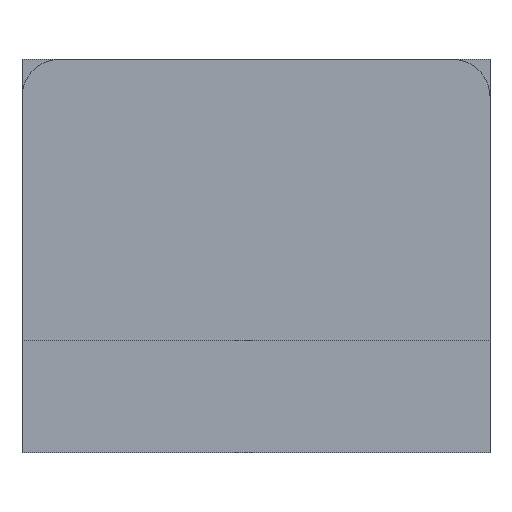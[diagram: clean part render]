
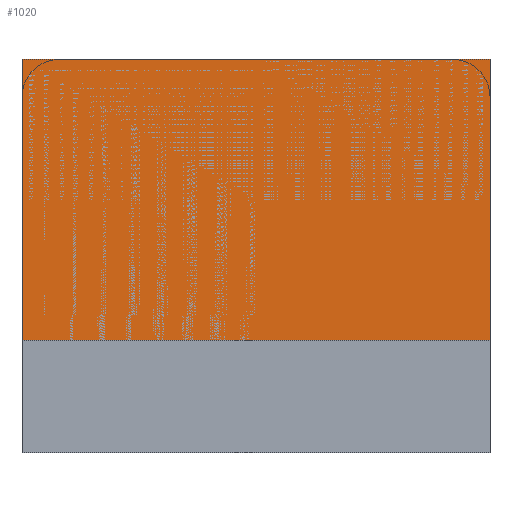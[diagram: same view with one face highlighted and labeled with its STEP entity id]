
A CAD part, front view. The second image highlights one B-rep face of the part: STEP entity #1020.
In plain terms, the highlighted planar face has unit normal (0, -1, 0).
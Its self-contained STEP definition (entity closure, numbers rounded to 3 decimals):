
#103 = PLANE('',#104);
#104 = AXIS2_PLACEMENT_3D('',#105,#106,#107);
#105 = CARTESIAN_POINT('',(-12.5,3.,6.));
#106 = DIRECTION('',(1.,0.,0.));
#107 = DIRECTION('',(0.,-1.,0.));
#116 = VERTEX_POINT('',#117);
#117 = CARTESIAN_POINT('',(-12.5,0.,6.));
#154 = PLANE('',#155);
#155 = AXIS2_PLACEMENT_3D('',#156,#157,#158);
#156 = CARTESIAN_POINT('',(-12.5,0.,0.));
#157 = DIRECTION('',(0.,1.,0.));
#158 = DIRECTION('',(1.,0.,0.));
#429 = VERTEX_POINT('',#430);
#430 = CARTESIAN_POINT('',(-12.5,0.,21.));
#444 = PLANE('',#445);
#445 = AXIS2_PLACEMENT_3D('',#446,#447,#448);
#446 = CARTESIAN_POINT('',(-12.5,0.,21.));
#447 = DIRECTION('',(0.,0.,-1.));
#448 = DIRECTION('',(-1.,0.,0.));
#456 = EDGE_CURVE('',#116,#429,#457,.T.);
#457 = SURFACE_CURVE('',#458,(#462,#469),.PCURVE_S1.);
#458 = LINE('',#459,#460);
#459 = CARTESIAN_POINT('',(-12.5,0.,6.));
#460 = VECTOR('',#461,1.);
#461 = DIRECTION('',(0.,0.,1.));
#462 = PCURVE('',#103,#463);
#463 = DEFINITIONAL_REPRESENTATION('',(#464),#468);
#464 = LINE('',#465,#466);
#465 = CARTESIAN_POINT('',(3.,0.));
#466 = VECTOR('',#467,1.);
#467 = DIRECTION('',(0.,-1.));
#468 = ( GEOMETRIC_REPRESENTATION_CONTEXT(2) 
PARAMETRIC_REPRESENTATION_CONTEXT() REPRESENTATION_CONTEXT('2D SPACE',''
  ) );
#469 = PCURVE('',#470,#475);
#470 = PLANE('',#471);
#471 = AXIS2_PLACEMENT_3D('',#472,#473,#474);
#472 = CARTESIAN_POINT('',(-12.5,0.,6.));
#473 = DIRECTION('',(0.,1.,0.));
#474 = DIRECTION('',(1.,0.,0.));
#475 = DEFINITIONAL_REPRESENTATION('',(#476),#480);
#476 = LINE('',#477,#478);
#477 = CARTESIAN_POINT('',(0.,0.));
#478 = VECTOR('',#479,1.);
#479 = DIRECTION('',(0.,-1.));
#480 = ( GEOMETRIC_REPRESENTATION_CONTEXT(2) 
PARAMETRIC_REPRESENTATION_CONTEXT() REPRESENTATION_CONTEXT('2D SPACE',''
  ) );
#691 = EDGE_CURVE('',#116,#692,#694,.T.);
#692 = VERTEX_POINT('',#693);
#693 = CARTESIAN_POINT('',(12.5,0.,6.));
#694 = SURFACE_CURVE('',#695,(#699,#706),.PCURVE_S1.);
#695 = LINE('',#696,#697);
#696 = CARTESIAN_POINT('',(-12.5,0.,6.));
#697 = VECTOR('',#698,1.);
#698 = DIRECTION('',(1.,0.,0.));
#699 = PCURVE('',#154,#700);
#700 = DEFINITIONAL_REPRESENTATION('',(#701),#705);
#701 = LINE('',#702,#703);
#702 = CARTESIAN_POINT('',(0.,-6.));
#703 = VECTOR('',#704,1.);
#704 = DIRECTION('',(1.,0.));
#705 = ( GEOMETRIC_REPRESENTATION_CONTEXT(2) 
PARAMETRIC_REPRESENTATION_CONTEXT() REPRESENTATION_CONTEXT('2D SPACE',''
  ) );
#706 = PCURVE('',#470,#707);
#707 = DEFINITIONAL_REPRESENTATION('',(#708),#712);
#708 = LINE('',#709,#710);
#709 = CARTESIAN_POINT('',(0.,0.));
#710 = VECTOR('',#711,1.);
#711 = DIRECTION('',(1.,0.));
#712 = ( GEOMETRIC_REPRESENTATION_CONTEXT(2) 
PARAMETRIC_REPRESENTATION_CONTEXT() REPRESENTATION_CONTEXT('2D SPACE',''
  ) );
#756 = PLANE('',#757);
#757 = AXIS2_PLACEMENT_3D('',#758,#759,#760);
#758 = CARTESIAN_POINT('',(12.5,0.,6.));
#759 = DIRECTION('',(-1.,0.,0.));
#760 = DIRECTION('',(0.,1.,0.));
#975 = EDGE_CURVE('',#429,#976,#978,.T.);
#976 = VERTEX_POINT('',#977);
#977 = CARTESIAN_POINT('',(12.5,0.,21.));
#978 = SURFACE_CURVE('',#979,(#983,#990),.PCURVE_S1.);
#979 = LINE('',#980,#981);
#980 = CARTESIAN_POINT('',(-12.5,0.,21.));
#981 = VECTOR('',#982,1.);
#982 = DIRECTION('',(1.,0.,0.));
#983 = PCURVE('',#444,#984);
#984 = DEFINITIONAL_REPRESENTATION('',(#985),#989);
#985 = LINE('',#986,#987);
#986 = CARTESIAN_POINT('',(0.,0.));
#987 = VECTOR('',#988,1.);
#988 = DIRECTION('',(-1.,0.));
#989 = ( GEOMETRIC_REPRESENTATION_CONTEXT(2) 
PARAMETRIC_REPRESENTATION_CONTEXT() REPRESENTATION_CONTEXT('2D SPACE',''
  ) );
#990 = PCURVE('',#470,#991);
#991 = DEFINITIONAL_REPRESENTATION('',(#992),#996);
#992 = LINE('',#993,#994);
#993 = CARTESIAN_POINT('',(0.,-15.));
#994 = VECTOR('',#995,1.);
#995 = DIRECTION('',(1.,0.));
#996 = ( GEOMETRIC_REPRESENTATION_CONTEXT(2) 
PARAMETRIC_REPRESENTATION_CONTEXT() REPRESENTATION_CONTEXT('2D SPACE',''
  ) );
#1020 = ADVANCED_FACE('',(#1021),#470,.F.);
#1021 = FACE_BOUND('',#1022,.F.);
#1022 = EDGE_LOOP('',(#1023,#1024,#1025,#1046));
#1023 = ORIENTED_EDGE('',*,*,#456,.T.);
#1024 = ORIENTED_EDGE('',*,*,#975,.T.);
#1025 = ORIENTED_EDGE('',*,*,#1026,.F.);
#1026 = EDGE_CURVE('',#692,#976,#1027,.T.);
#1027 = SURFACE_CURVE('',#1028,(#1032,#1039),.PCURVE_S1.);
#1028 = LINE('',#1029,#1030);
#1029 = CARTESIAN_POINT('',(12.5,0.,6.));
#1030 = VECTOR('',#1031,1.);
#1031 = DIRECTION('',(0.,0.,1.));
#1032 = PCURVE('',#470,#1033);
#1033 = DEFINITIONAL_REPRESENTATION('',(#1034),#1038);
#1034 = LINE('',#1035,#1036);
#1035 = CARTESIAN_POINT('',(25.,0.));
#1036 = VECTOR('',#1037,1.);
#1037 = DIRECTION('',(0.,-1.));
#1038 = ( GEOMETRIC_REPRESENTATION_CONTEXT(2) 
PARAMETRIC_REPRESENTATION_CONTEXT() REPRESENTATION_CONTEXT('2D SPACE',''
  ) );
#1039 = PCURVE('',#756,#1040);
#1040 = DEFINITIONAL_REPRESENTATION('',(#1041),#1045);
#1041 = LINE('',#1042,#1043);
#1042 = CARTESIAN_POINT('',(0.,0.));
#1043 = VECTOR('',#1044,1.);
#1044 = DIRECTION('',(0.,-1.));
#1045 = ( GEOMETRIC_REPRESENTATION_CONTEXT(2) 
PARAMETRIC_REPRESENTATION_CONTEXT() REPRESENTATION_CONTEXT('2D SPACE',''
  ) );
#1046 = ORIENTED_EDGE('',*,*,#691,.F.);
